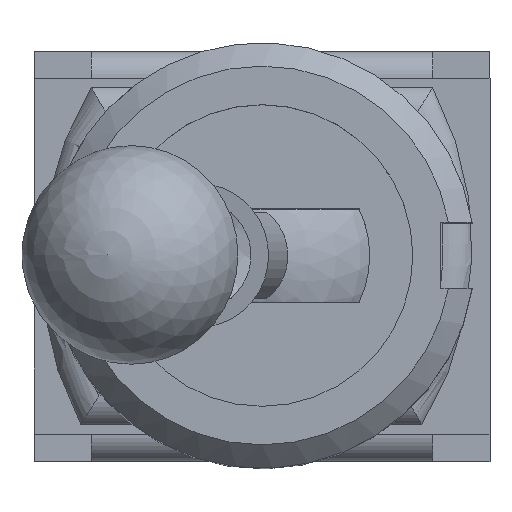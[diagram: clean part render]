
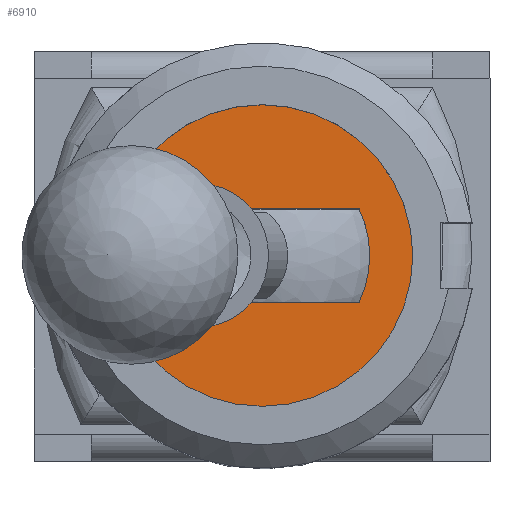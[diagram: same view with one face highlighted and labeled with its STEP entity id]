
A CAD part, top view. The second image highlights one B-rep face of the part: STEP entity #6910.
In plain terms, the highlighted planar face has unit normal (0, 0, 1).
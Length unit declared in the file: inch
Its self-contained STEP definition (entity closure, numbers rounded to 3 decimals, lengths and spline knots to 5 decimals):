
#197=CIRCLE('',#7498,0.11811);
#199=CIRCLE('',#7501,0.11811);
#200=CIRCLE('',#7503,0.16535);
#410=FACE_BOUND('',#1090,.T.);
#675=FACE_OUTER_BOUND('',#1089,.T.);
#1089=EDGE_LOOP('',(#5664));
#1090=EDGE_LOOP('',(#5665,#5666,#5667,#5668));
#1725=LINE('',#11058,#2488);
#1730=LINE('',#11071,#2493);
#2488=VECTOR('',#9040,0.3937);
#2493=VECTOR('',#9049,0.3937);
#3192=VERTEX_POINT('',#11055);
#3193=VERTEX_POINT('',#11057);
#3198=VERTEX_POINT('',#11068);
#3199=VERTEX_POINT('',#11070);
#3201=VERTEX_POINT('',#11082);
#4055=EDGE_CURVE('',#3193,#3192,#1725,.T.);
#4061=EDGE_CURVE('',#3199,#3198,#1730,.T.);
#4065=EDGE_CURVE('',#3192,#3199,#197,.T.);
#4067=EDGE_CURVE('',#3198,#3193,#199,.T.);
#4068=EDGE_CURVE('',#3201,#3201,#200,.T.);
#5664=ORIENTED_EDGE('',*,*,#4068,.F.);
#5665=ORIENTED_EDGE('',*,*,#4065,.T.);
#5666=ORIENTED_EDGE('',*,*,#4061,.T.);
#5667=ORIENTED_EDGE('',*,*,#4067,.T.);
#5668=ORIENTED_EDGE('',*,*,#4055,.T.);
#6545=PLANE('',#7502);
#6910=ADVANCED_FACE('',(#675,#410),#6545,.F.);
#7498=AXIS2_PLACEMENT_3D('',#11077,#9056,#9057);
#7501=AXIS2_PLACEMENT_3D('',#11080,#9062,#9063);
#7502=AXIS2_PLACEMENT_3D('',#11081,#9064,#9065);
#7503=AXIS2_PLACEMENT_3D('',#11083,#9066,#9067);
#9040=DIRECTION('',(1.,0.,0.));
#9049=DIRECTION('',(-1.,0.,0.));
#9056=DIRECTION('center_axis',(0.,0.,
-1.));
#9057=DIRECTION('ref_axis',(0.901,-0.433,0.));
#9062=DIRECTION('center_axis',(0.,0.,
-1.));
#9063=DIRECTION('ref_axis',(-0.901,0.433,0.));
#9064=DIRECTION('center_axis',(0.,0.,
-1.));
#9065=DIRECTION('ref_axis',(1.,0.,0.));
#9066=DIRECTION('center_axis',(0.,0.,
-1.));
#9067=DIRECTION('ref_axis',(1.,0.,0.));
#11055=CARTESIAN_POINT('',(0.10644,0.05118,0.76299));
#11057=CARTESIAN_POINT('',(-0.10644,0.05118,0.76299));
#11058=CARTESIAN_POINT('',(0.05322,0.05118,0.76299));
#11068=CARTESIAN_POINT('',(-0.10644,-0.05118,0.76299));
#11070=CARTESIAN_POINT('',(0.10644,-0.05118,0.76299));
#11071=CARTESIAN_POINT('',(-0.05322,-0.05118,0.76299));
#11077=CARTESIAN_POINT('Origin',(0.,0.,
0.76299));
#11080=CARTESIAN_POINT('Origin',(0.,0.,
0.76299));
#11081=CARTESIAN_POINT('Origin',(0.,0.,
0.76299));
#11082=CARTESIAN_POINT('',(-0.16535,0.,0.76299));
#11083=CARTESIAN_POINT('Origin',(0.,0.,
0.76299));
